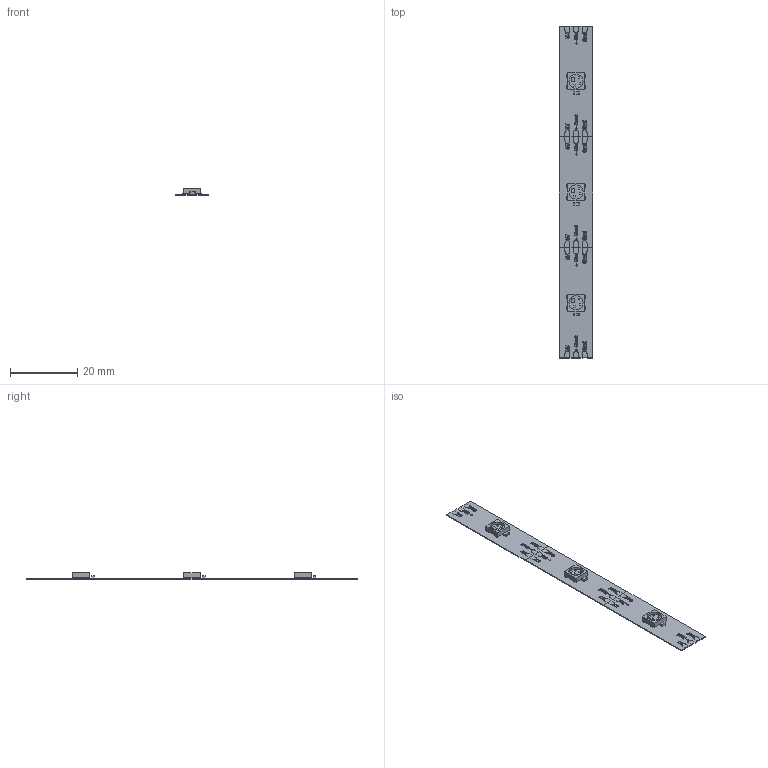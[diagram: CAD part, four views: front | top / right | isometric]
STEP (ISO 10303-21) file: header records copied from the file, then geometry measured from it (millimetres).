
FILE_DESCRIPTION(/* description */ (''),/* implementation_level */ '2;1');
FILE_NAME(/* name */ 'Neopixel Strip v7.step',/* time_stamp */ '2022-07-02T14:32:40-06:00',/* author */ (''),/* organization */ (''),/* preprocessor_version */ 'ST-DEVELOPER v19',/* originating_system */ 'Autodesk Translation Framework v11.7.0.108',/* authorisation */ '');
FILE_SCHEMA (('AUTOMOTIVE_DESIGN { 1 0 10303 214 3 1 1 }'));
Products named in the file (30): Neopixel Strip; WS2812B; Capacitor; Component3; Component4; Component5; Component6; Component7; Component8; Component9; Component10; Component11; Component12; Component13; Component14; Component15; Component16; Component17; Component18; Component19; Component20; Component21; Component22; Component23; Component24; Component25; Component26; Component27; Component28; Component29
Assembly tree (29 placements, depth 3):
  Neopixel Strip
    WS2812B
      Capacitor
    Component3
    Component4
    Component5
    Component6
    Component7
    Component8
    Component9
    Component10
    Component11
    Component12
    Component13
    Component14
    Component15
    Component16
    Component17
    Component18
    Component19
    Component20
    Component21
    Component22
    Component23
    Component24
    Component25
    Component26
    Component27
    Component28
    Component29
Bounding box: 10 x 99 x 1.85 mm (x, y, z)
Volume: 335.2 mm3; surface area: 2479 mm2
Topology: 117 solids, 117 shells, 1551 faces, 3942 edges, 2628 vertices
Faces by surface type: plane 879, bspline 633, cylinder 39
Full cylindrical faces by diameter (mm): 4.2 x3
Entity records: 53153 total; most frequent: CARTESIAN_POINT 18941, ORIENTED_EDGE 7884, DIRECTION 4708, EDGE_CURVE 3942, VERTEX_POINT 2628, LINE 2598, VECTOR 2598, EDGE_LOOP 1584
